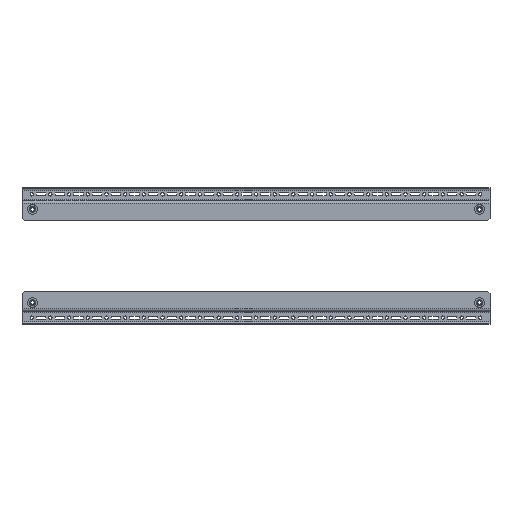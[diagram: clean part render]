
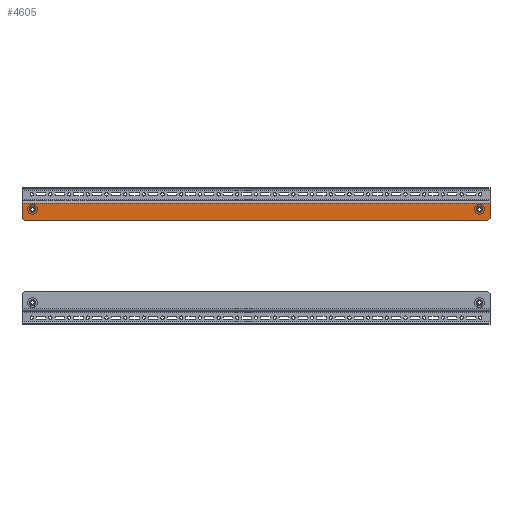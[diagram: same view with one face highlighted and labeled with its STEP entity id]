
A CAD part, left-side view. The second image highlights one B-rep face of the part: STEP entity #4605.
In plain terms, the highlighted face is planar.
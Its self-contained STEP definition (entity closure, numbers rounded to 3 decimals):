
#108 = CARTESIAN_POINT ( 'NONE',  ( 15.5, -299., -23.6 ) ) ;
#113 = ORIENTED_EDGE ( 'NONE', *, *, #7172, .T. ) ;
#349 = DIRECTION ( 'NONE',  ( 0., -1., 0. ) ) ;
#356 = EDGE_CURVE ( 'NONE', #12150, #10627, #7240, .T. ) ;
#760 = EDGE_CURVE ( 'NONE', #5034, #1798, #12104, .T. ) ;
#926 = CARTESIAN_POINT ( 'NONE',  ( 31.5, -313., -23.6 ) ) ;
#974 = DIRECTION ( 'NONE',  ( 0., -1., 0. ) ) ;
#1070 = VERTEX_POINT ( 'NONE', #2024 ) ;
#1214 = ORIENTED_EDGE ( 'NONE', *, *, #12097, .T. ) ;
#1385 = CARTESIAN_POINT ( 'NONE',  ( 19.5, -299., -23.6 ) ) ;
#1426 = VECTOR ( 'NONE', #6888, 1000. ) ;
#1606 = EDGE_CURVE ( 'NONE', #7996, #1070, #7037, .T. ) ;
#1734 = LINE ( 'NONE', #8457, #11420 ) ;
#1798 = VERTEX_POINT ( 'NONE', #11333 ) ;
#1890 = FACE_OUTER_BOUND ( 'NONE', #3829, .T. ) ;
#1917 = CARTESIAN_POINT ( 'NONE',  ( 19.5, 299., -23.6 ) ) ;
#2024 = CARTESIAN_POINT ( 'NONE',  ( 11.375, -313., -23.6 ) ) ;
#2244 = ORIENTED_EDGE ( 'NONE', *, *, #760, .T. ) ;
#2544 = VERTEX_POINT ( 'NONE', #8611 ) ;
#3156 = DIRECTION ( 'NONE',  ( 1., 0., 0. ) ) ;
#3232 = AXIS2_PLACEMENT_3D ( 'NONE', #8122, #8302, #8171 ) ;
#3254 = EDGE_CURVE ( 'NONE', #2544, #5545, #4027, .T. ) ;
#3280 = DIRECTION ( 'NONE',  ( 1., 0., 0. ) ) ;
#3393 = VECTOR ( 'NONE', #8468, 1000. ) ;
#3440 = DIRECTION ( 'NONE',  ( 0., 0., 1. ) ) ;
#3501 = CIRCLE ( 'NONE', #10604, 4. ) ;
#3675 = VECTOR ( 'NONE', #4122, 1000. ) ;
#3829 = EDGE_LOOP ( 'NONE', ( #10766, #7102, #113, #6215, #1214, #2244 ) ) ;
#4027 = LINE ( 'NONE', #926, #1426 ) ;
#4068 = ORIENTED_EDGE ( 'NONE', *, *, #4581, .F. ) ;
#4122 = DIRECTION ( 'NONE',  ( -1., 0., 0. ) ) ;
#4266 = DIRECTION ( 'NONE',  ( 0., 0., 1. ) ) ;
#4415 = EDGE_LOOP ( 'NONE', ( #7442, #12030 ) ) ;
#4451 = DIRECTION ( 'NONE',  ( 0.707, -0.707, 0. ) ) ;
#4581 = EDGE_CURVE ( 'NONE', #10627, #12150, #10020, .T. ) ;
#4605 = ADVANCED_FACE ( 'NONE', ( #7969, #10177, #1890 ), #5064, .F. ) ;
#4777 = EDGE_CURVE ( 'NONE', #1798, #2544, #1734, .T. ) ;
#4984 = DIRECTION ( 'NONE',  ( 1., 0., 0. ) ) ;
#4987 = AXIS2_PLACEMENT_3D ( 'NONE', #1917, #10992, #4984 ) ;
#5034 = VERTEX_POINT ( 'NONE', #9772 ) ;
#5064 = PLANE ( 'NONE',  #11075 ) ;
#5360 = DIRECTION ( 'NONE',  ( 1., 0., 0. ) ) ;
#5422 = CARTESIAN_POINT ( 'NONE',  ( 34.5, 310., -23.6 ) ) ;
#5545 = VERTEX_POINT ( 'NONE', #9758 ) ;
#5888 = CARTESIAN_POINT ( 'NONE',  ( 11.375, -313., -23.6 ) ) ;
#5973 = CARTESIAN_POINT ( 'NONE',  ( 15.5, 299., -23.6 ) ) ;
#6084 = CARTESIAN_POINT ( 'NONE',  ( 9.5, -313., -23.6 ) ) ;
#6192 = DIRECTION ( 'NONE',  ( 0., 0., -1. ) ) ;
#6215 = ORIENTED_EDGE ( 'NONE', *, *, #1606, .F. ) ;
#6360 = AXIS2_PLACEMENT_3D ( 'NONE', #10206, #6192, #3280 ) ;
#6888 = DIRECTION ( 'NONE',  ( -0.707, -0.707, 0. ) ) ;
#7037 = LINE ( 'NONE', #5888, #8965 ) ;
#7102 = ORIENTED_EDGE ( 'NONE', *, *, #3254, .T. ) ;
#7172 = EDGE_CURVE ( 'NONE', #5545, #1070, #10881, .T. ) ;
#7240 = CIRCLE ( 'NONE', #4987, 4. ) ;
#7400 = VECTOR ( 'NONE', #4451, 1000. ) ;
#7442 = ORIENTED_EDGE ( 'NONE', *, *, #8017, .T. ) ;
#7545 = CIRCLE ( 'NONE', #3232, 4. ) ;
#7969 = FACE_BOUND ( 'NONE', #4415, .T. ) ;
#7996 = VERTEX_POINT ( 'NONE', #8217 ) ;
#8017 = EDGE_CURVE ( 'NONE', #8890, #9609, #3501, .T. ) ;
#8099 = CARTESIAN_POINT ( 'NONE',  ( 9.5, -313., -23.6 ) ) ;
#8122 = CARTESIAN_POINT ( 'NONE',  ( 19.5, -299., -23.6 ) ) ;
#8171 = DIRECTION ( 'NONE',  ( 1., 0., 0. ) ) ;
#8217 = CARTESIAN_POINT ( 'NONE',  ( 11.375, 313., -23.6 ) ) ;
#8302 = DIRECTION ( 'NONE',  ( 0., 0., 1. ) ) ;
#8457 = CARTESIAN_POINT ( 'NONE',  ( 34.5, -313., -23.6 ) ) ;
#8468 = DIRECTION ( 'NONE',  ( 1., 0., 0. ) ) ;
#8610 = ORIENTED_EDGE ( 'NONE', *, *, #356, .F. ) ;
#8611 = CARTESIAN_POINT ( 'NONE',  ( 34.5, -310., -23.6 ) ) ;
#8890 = VERTEX_POINT ( 'NONE', #11662 ) ;
#8965 = VECTOR ( 'NONE', #974, 1000. ) ;
#9527 = CARTESIAN_POINT ( 'NONE',  ( 9.5, 313., -23.6 ) ) ;
#9533 = LINE ( 'NONE', #9527, #3393 ) ;
#9609 = VERTEX_POINT ( 'NONE', #108 ) ;
#9758 = CARTESIAN_POINT ( 'NONE',  ( 31.5, -313., -23.6 ) ) ;
#9772 = CARTESIAN_POINT ( 'NONE',  ( 31.5, 313., -23.6 ) ) ;
#9795 = EDGE_CURVE ( 'NONE', #9609, #8890, #7545, .T. ) ;
#10020 = CIRCLE ( 'NONE', #6360, 4. ) ;
#10177 = FACE_BOUND ( 'NONE', #10681, .T. ) ;
#10206 = CARTESIAN_POINT ( 'NONE',  ( 19.5, 299., -23.6 ) ) ;
#10602 = CARTESIAN_POINT ( 'NONE',  ( 23.5, 299., -23.6 ) ) ;
#10604 = AXIS2_PLACEMENT_3D ( 'NONE', #1385, #3440, #5360 ) ;
#10627 = VERTEX_POINT ( 'NONE', #5973 ) ;
#10681 = EDGE_LOOP ( 'NONE', ( #8610, #4068 ) ) ;
#10766 = ORIENTED_EDGE ( 'NONE', *, *, #4777, .T. ) ;
#10881 = LINE ( 'NONE', #6084, #3675 ) ;
#10992 = DIRECTION ( 'NONE',  ( 0., 0., -1. ) ) ;
#11075 = AXIS2_PLACEMENT_3D ( 'NONE', #8099, #4266, #3156 ) ;
#11333 = CARTESIAN_POINT ( 'NONE',  ( 34.5, 310., -23.6 ) ) ;
#11420 = VECTOR ( 'NONE', #349, 1000. ) ;
#11662 = CARTESIAN_POINT ( 'NONE',  ( 23.5, -299., -23.6 ) ) ;
#12030 = ORIENTED_EDGE ( 'NONE', *, *, #9795, .T. ) ;
#12097 = EDGE_CURVE ( 'NONE', #7996, #5034, #9533, .T. ) ;
#12104 = LINE ( 'NONE', #5422, #7400 ) ;
#12150 = VERTEX_POINT ( 'NONE', #10602 ) ;
